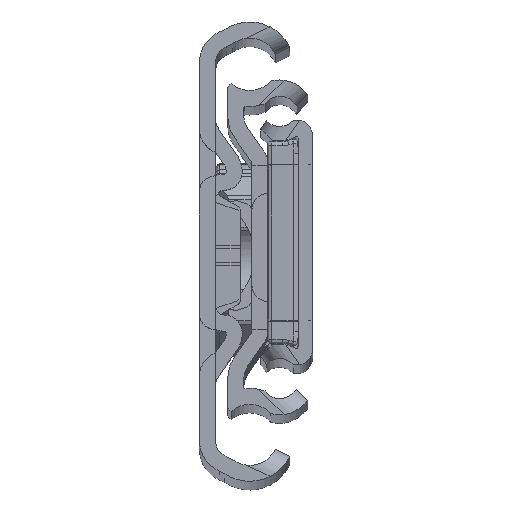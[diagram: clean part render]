
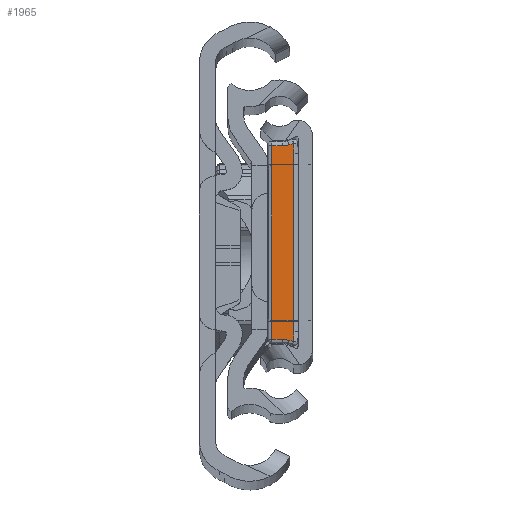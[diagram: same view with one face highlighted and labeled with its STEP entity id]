
A CAD part, top view. The second image highlights one B-rep face of the part: STEP entity #1965.
In plain terms, the highlighted planar face has unit normal (0, 0, 1).
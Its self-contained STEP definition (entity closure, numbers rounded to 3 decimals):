
#279 = CARTESIAN_POINT ( 'NONE',  ( 10.85, 3., 0. ) ) ;
#300 = ORIENTED_EDGE ( 'NONE', *, *, #9475, .T. ) ;
#929 = AXIS2_PLACEMENT_3D ( 'NONE', #12744, #8222, #5353 ) ;
#1260 = VERTEX_POINT ( 'NONE', #10883 ) ;
#1965 = ADVANCED_FACE ( 'NONE', ( #10667 ), #3635, .T. ) ;
#2374 = DIRECTION ( 'NONE',  ( 1., 0., 0. ) ) ;
#2402 = EDGE_CURVE ( 'NONE', #3093, #2641, #2598, .T. ) ;
#2453 = ORIENTED_EDGE ( 'NONE', *, *, #6340, .T. ) ;
#2539 = VECTOR ( 'NONE', #8141, 1000. ) ;
#2598 = LINE ( 'NONE', #11019, #17898 ) ;
#2641 = VERTEX_POINT ( 'NONE', #4620 ) ;
#2827 = VERTEX_POINT ( 'NONE', #16739 ) ;
#3093 = VERTEX_POINT ( 'NONE', #3542 ) ;
#3304 = VERTEX_POINT ( 'NONE', #11140 ) ;
#3335 = DIRECTION ( 'NONE',  ( 0., 1., 0. ) ) ;
#3468 = CARTESIAN_POINT ( 'NONE',  ( -11.104, 0.559, 0. ) ) ;
#3469 = EDGE_CURVE ( 'NONE', #13749, #5740, #6024, .T. ) ;
#3518 = ORIENTED_EDGE ( 'NONE', *, *, #3469, .T. ) ;
#3542 = CARTESIAN_POINT ( 'NONE',  ( 9.987, 0.5, 0. ) ) ;
#3635 = PLANE ( 'NONE',  #17574 ) ;
#4265 = LINE ( 'NONE', #14110, #11388 ) ;
#4472 = CIRCLE ( 'NONE', #929, 2.5 ) ;
#4620 = CARTESIAN_POINT ( 'NONE',  ( 11.104, 0.559, 0. ) ) ;
#4854 = CARTESIAN_POINT ( 'NONE',  ( -11.104, 0.559, 0. ) ) ;
#4896 = DIRECTION ( 'NONE',  ( 1., 0., 0. ) ) ;
#4924 = VECTOR ( 'NONE', #4896, 1000. ) ;
#5282 = CARTESIAN_POINT ( 'NONE',  ( 9.313, 6.606, 0. ) ) ;
#5349 = EDGE_CURVE ( 'NONE', #5740, #2827, #12674, .T. ) ;
#5353 = DIRECTION ( 'NONE',  ( 1., 0., 0. ) ) ;
#5740 = VERTEX_POINT ( 'NONE', #279 ) ;
#6024 = LINE ( 'NONE', #15758, #17930 ) ;
#6340 = EDGE_CURVE ( 'NONE', #16885, #3093, #12892, .T. ) ;
#6475 = EDGE_LOOP ( 'NONE', ( #8832, #300, #15162, #3518, #14580, #12775, #12714, #9601, #11717, #2453 ) ) ;
#6518 = DIRECTION ( 'NONE',  ( 1., 0., 0. ) ) ;
#6613 = DIRECTION ( 'NONE',  ( 0., 0., 1. ) ) ;
#6658 = VERTEX_POINT ( 'NONE', #6922 ) ;
#6922 = CARTESIAN_POINT ( 'NONE',  ( -10.953, 1.068, 0. ) ) ;
#7754 = DIRECTION ( 'NONE',  ( 0., 0., -1. ) ) ;
#8141 = DIRECTION ( 'NONE',  ( -0.284, 0.959, 0. ) ) ;
#8222 = DIRECTION ( 'NONE',  ( 0., 0., -1. ) ) ;
#8616 = CARTESIAN_POINT ( 'NONE',  ( -11.104, 0.5, 0. ) ) ;
#8832 = ORIENTED_EDGE ( 'NONE', *, *, #2402, .T. ) ;
#9033 = LINE ( 'NONE', #3468, #12239 ) ;
#9475 = EDGE_CURVE ( 'NONE', #2641, #3304, #17989, .T. ) ;
#9570 = CARTESIAN_POINT ( 'NONE',  ( -10.85, 1.779, 0. ) ) ;
#9601 = ORIENTED_EDGE ( 'NONE', *, *, #15672, .T. ) ;
#9679 = EDGE_CURVE ( 'NONE', #1260, #16885, #16162, .T. ) ;
#10091 = DIRECTION ( 'NONE',  ( 0., -1., 0. ) ) ;
#10667 = FACE_OUTER_BOUND ( 'NONE', #6475, .T. ) ;
#10682 = DIRECTION ( 'NONE',  ( -0.284, -0.959, 0. ) ) ;
#10883 = CARTESIAN_POINT ( 'NONE',  ( -11.104, 0.559, 0. ) ) ;
#11019 = CARTESIAN_POINT ( 'NONE',  ( -11.043, -0.602, 0. ) ) ;
#11140 = CARTESIAN_POINT ( 'NONE',  ( 10.953, 1.068, 0. ) ) ;
#11199 = DIRECTION ( 'NONE',  ( 0.999, 0.052, 0. ) ) ;
#11388 = VECTOR ( 'NONE', #10091, 1000. ) ;
#11717 = ORIENTED_EDGE ( 'NONE', *, *, #9679, .T. ) ;
#11798 = DIRECTION ( 'NONE',  ( 0.999, -0.052, 0. ) ) ;
#12008 = VECTOR ( 'NONE', #11798, 1000. ) ;
#12239 = VECTOR ( 'NONE', #10682, 1000. ) ;
#12320 = DIRECTION ( 'NONE',  ( -1., 0., 0. ) ) ;
#12407 = CARTESIAN_POINT ( 'NONE',  ( -11.104, 3., 0. ) ) ;
#12440 = EDGE_CURVE ( 'NONE', #18001, #6658, #12752, .T. ) ;
#12584 = EDGE_CURVE ( 'NONE', #3304, #13749, #4472, .T. ) ;
#12674 = LINE ( 'NONE', #12407, #13779 ) ;
#12714 = ORIENTED_EDGE ( 'NONE', *, *, #12440, .T. ) ;
#12744 = CARTESIAN_POINT ( 'NONE',  ( 13.35, 1.779, 0. ) ) ;
#12752 = CIRCLE ( 'NONE', #15123, 2.5 ) ;
#12775 = ORIENTED_EDGE ( 'NONE', *, *, #17664, .T. ) ;
#12841 = CARTESIAN_POINT ( 'NONE',  ( -9.987, 0.5, 0. ) ) ;
#12892 = LINE ( 'NONE', #8616, #4924 ) ;
#13567 = CARTESIAN_POINT ( 'NONE',  ( -11.104, 0.559, 0. ) ) ;
#13749 = VERTEX_POINT ( 'NONE', #15366 ) ;
#13779 = VECTOR ( 'NONE', #12320, 1000. ) ;
#14110 = CARTESIAN_POINT ( 'NONE',  ( -10.85, 0.559, 0. ) ) ;
#14580 = ORIENTED_EDGE ( 'NONE', *, *, #5349, .T. ) ;
#14987 = CARTESIAN_POINT ( 'NONE',  ( -13.35, 1.779, 0. ) ) ;
#15123 = AXIS2_PLACEMENT_3D ( 'NONE', #14987, #7754, #2374 ) ;
#15162 = ORIENTED_EDGE ( 'NONE', *, *, #12584, .T. ) ;
#15366 = CARTESIAN_POINT ( 'NONE',  ( 10.85, 1.779, 0. ) ) ;
#15672 = EDGE_CURVE ( 'NONE', #6658, #1260, #9033, .T. ) ;
#15758 = CARTESIAN_POINT ( 'NONE',  ( 10.85, 0.559, 0. ) ) ;
#16162 = LINE ( 'NONE', #4854, #12008 ) ;
#16739 = CARTESIAN_POINT ( 'NONE',  ( -10.85, 3., 0. ) ) ;
#16885 = VERTEX_POINT ( 'NONE', #12841 ) ;
#17574 = AXIS2_PLACEMENT_3D ( 'NONE', #13567, #6613, #6518 ) ;
#17664 = EDGE_CURVE ( 'NONE', #2827, #18001, #4265, .T. ) ;
#17898 = VECTOR ( 'NONE', #11199, 1000. ) ;
#17930 = VECTOR ( 'NONE', #3335, 1000. ) ;
#17989 = LINE ( 'NONE', #5282, #2539 ) ;
#18001 = VERTEX_POINT ( 'NONE', #9570 ) ;
